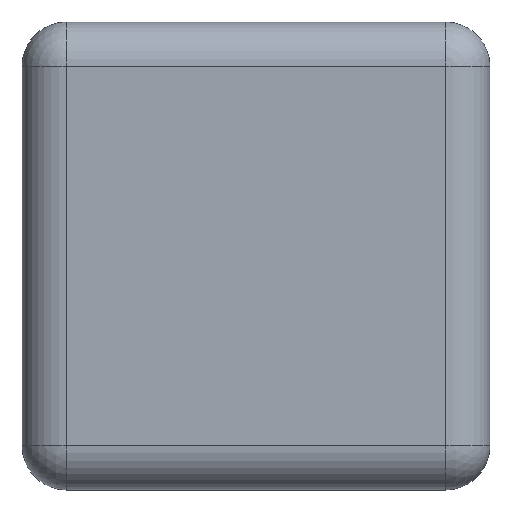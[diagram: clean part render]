
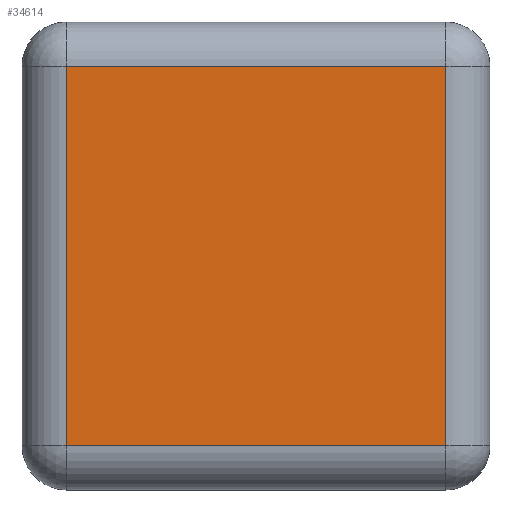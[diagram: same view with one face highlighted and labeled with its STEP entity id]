
A CAD part, front view. The second image highlights one B-rep face of the part: STEP entity #34614.
In plain terms, the highlighted planar face has unit normal (0, -1, 0).
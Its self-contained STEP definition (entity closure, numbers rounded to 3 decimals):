
#545 = VERTEX_POINT ( 'NONE', #10058 ) ;
#2213 = EDGE_CURVE ( 'NONE', #7426, #33489, #12853, .T. ) ;
#3032 = ORIENTED_EDGE ( 'NONE', *, *, #41715, .T. ) ;
#5522 = DIRECTION ( 'NONE',  ( 0., 0., -1. ) ) ;
#5911 = CARTESIAN_POINT ( 'NONE',  ( 341.912, -349.786, -341.916 ) ) ;
#7426 = VERTEX_POINT ( 'NONE', #17598 ) ;
#10058 = CARTESIAN_POINT ( 'NONE',  ( 341.912, -349.786, 341.916 ) ) ;
#12853 = LINE ( 'NONE', #16747, #49054 ) ;
#16747 = CARTESIAN_POINT ( 'NONE',  ( -341.912, -349.786, 0. ) ) ;
#16761 = PLANE ( 'NONE',  #27645 ) ;
#17459 = ORIENTED_EDGE ( 'NONE', *, *, #31337, .T. ) ;
#17598 = CARTESIAN_POINT ( 'NONE',  ( -341.912, -349.786, 341.916 ) ) ;
#19593 = VECTOR ( 'NONE', #35252, 1000. ) ;
#19847 = CARTESIAN_POINT ( 'NONE',  ( -341.912, -349.786, -341.916 ) ) ;
#21033 = LINE ( 'NONE', #41278, #45951 ) ;
#22633 = LINE ( 'NONE', #43376, #19593 ) ;
#24401 = ORIENTED_EDGE ( 'NONE', *, *, #47977, .T. ) ;
#27645 = AXIS2_PLACEMENT_3D ( 'NONE', #41465, #29387, #5522 ) ;
#29387 = DIRECTION ( 'NONE',  ( 0., -1., 0. ) ) ;
#31096 = VERTEX_POINT ( 'NONE', #5911 ) ;
#31337 = EDGE_CURVE ( 'NONE', #33489, #31096, #21033, .T. ) ;
#31804 = EDGE_LOOP ( 'NONE', ( #24401, #3032, #39149, #17459 ) ) ;
#33294 = CARTESIAN_POINT ( 'NONE',  ( 341.912, -349.786, 0. ) ) ;
#33327 = FACE_OUTER_BOUND ( 'NONE', #31804, .T. ) ;
#33489 = VERTEX_POINT ( 'NONE', #19847 ) ;
#34614 = ADVANCED_FACE ( 'NONE', ( #33327 ), #16761, .T. ) ;
#35252 = DIRECTION ( 'NONE',  ( -1., 0., 0. ) ) ;
#39149 = ORIENTED_EDGE ( 'NONE', *, *, #2213, .T. ) ;
#40396 = LINE ( 'NONE', #33294, #48245 ) ;
#41028 = DIRECTION ( 'NONE',  ( 1., 0., 0. ) ) ;
#41278 = CARTESIAN_POINT ( 'NONE',  ( 0., -349.786, -341.916 ) ) ;
#41465 = CARTESIAN_POINT ( 'NONE',  ( 0., -349.786, 0. ) ) ;
#41715 = EDGE_CURVE ( 'NONE', #545, #7426, #22633, .T. ) ;
#43376 = CARTESIAN_POINT ( 'NONE',  ( 0., -349.786, 341.916 ) ) ;
#45951 = VECTOR ( 'NONE', #41028, 1000. ) ;
#47977 = EDGE_CURVE ( 'NONE', #31096, #545, #40396, .T. ) ;
#48245 = VECTOR ( 'NONE', #48258, 1000. ) ;
#48258 = DIRECTION ( 'NONE',  ( 0., 0., 1. ) ) ;
#48799 = DIRECTION ( 'NONE',  ( 0., 0., -1. ) ) ;
#49054 = VECTOR ( 'NONE', #48799, 1000. ) ;
